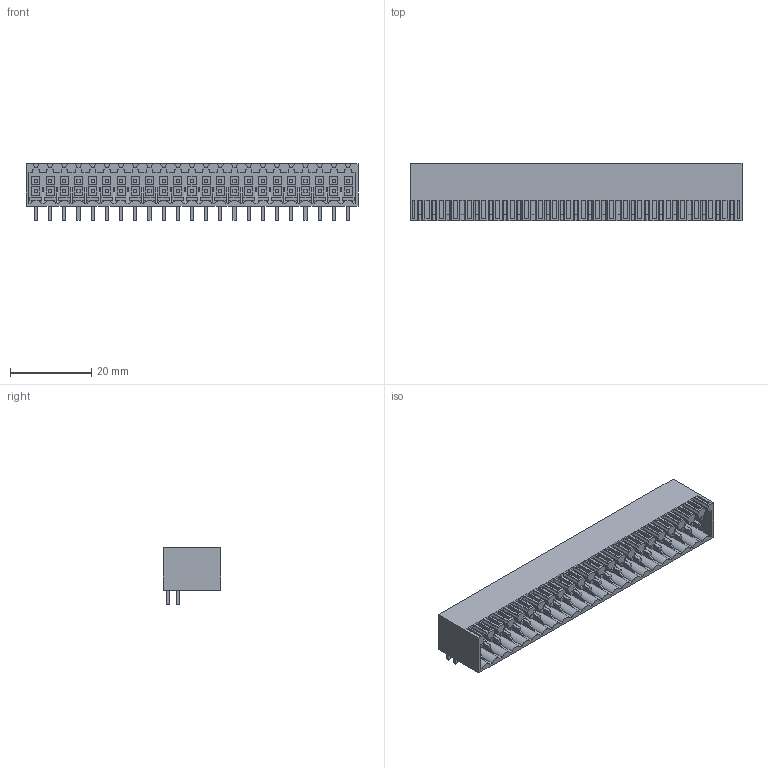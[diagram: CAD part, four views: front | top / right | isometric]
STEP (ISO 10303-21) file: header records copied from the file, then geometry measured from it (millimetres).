
FILE_DESCRIPTION(('CATIA V5 STEP Exchange','CAx-IF Rec.Pracs.--- Model Styling and Organization---1.4--- 2014-01-23'),'2;1');
FILE_NAME ('355159-1_0_2559850000_2559850000.stp','2020-12-15T13:24:51+00:00',('none'),('Weidmueller'),'CATIA Version 5-6 Release 2016 SP3 HF44','CATIA V5 STEP AP214','none');
FILE_SCHEMA(('AUTOMOTIVE_DESIGN { 1 0 10303 214 1 1 1 1 }'));
Products named in the file (1): 2559850000
Bounding box: 81.9 x 14.2 x 14 mm (x, y, z)
Volume: 5586.6 mm3; surface area: 12405.4 mm2
Topology: 93 solids, 93 shells, 2272 faces, 5983 edges, 3990 vertices
Faces by surface type: plane 2226, cylinder 46
Entity records: 61702 total; most frequent: ORIENTED_EDGE 11966, CARTESIAN_POINT 11215, DIRECTION 7626, EDGE_CURVE 5983, VECTOR 5867, LINE 5867, VERTEX_POINT 3990, EDGE_LOOP 2365
